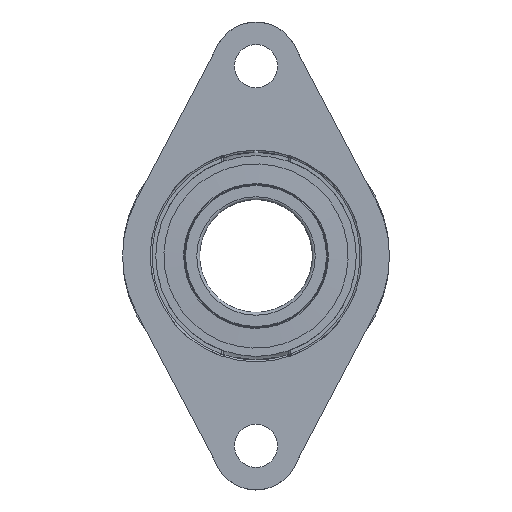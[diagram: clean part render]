
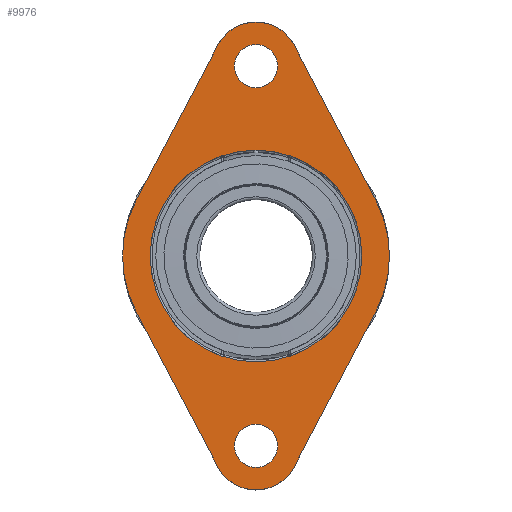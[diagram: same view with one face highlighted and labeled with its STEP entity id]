
A CAD part, left-side view. The second image highlights one B-rep face of the part: STEP entity #9976.
In plain terms, the highlighted face is planar.
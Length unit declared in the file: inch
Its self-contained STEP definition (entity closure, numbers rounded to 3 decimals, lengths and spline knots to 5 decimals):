
#3255=CARTESIAN_POINT('',(-4.90157,-0.,-0.));
#3256=VERTEX_POINT('',#3255);
#3263=CARTESIAN_POINT('',(-4.42086,-0.79637,-0.));
#3264=VERTEX_POINT('',#3263);
#3265=CARTESIAN_POINT('',(-4.00157,-0.,-0.));
#3266=DIRECTION('',(0.,-0.,1.));
#3267=DIRECTION('',(1.,0.,0.));
#3268=AXIS2_PLACEMENT_3D('',#3265,#3266,#3267);
#3269=CIRCLE('',#3268,0.9);
#3270=EDGE_CURVE('',#3256,#3264,#3269,.T.);
#3346=CARTESIAN_POINT('',(-1.17664,2.50445,0.));
#3347=VERTEX_POINT('',#3346);
#3354=CARTESIAN_POINT('',(-4.42086,0.79637,0.));
#3355=VERTEX_POINT('',#3354);
#3356=CARTESIAN_POINT('',(-1.17664,2.50445,0.));
#3357=DIRECTION('',(-0.885,-0.466,-0.));
#3358=VECTOR('',#3357,1.44347);
#3359=LINE('',#3356,#3358);
#3360=EDGE_CURVE('',#3347,#3355,#3359,.T.);
#6381=CARTESIAN_POINT('',(4.42086,-0.79637,-0.));
#6382=VERTEX_POINT('',#6381);
#6389=CARTESIAN_POINT('',(4.42086,0.79637,0.));
#6390=VERTEX_POINT('',#6389);
#6391=CARTESIAN_POINT('',(4.00157,-0.,-0.));
#6392=DIRECTION('',(0.,-0.,1.));
#6393=DIRECTION('',(1.,0.,0.));
#6394=AXIS2_PLACEMENT_3D('',#6391,#6392,#6393);
#6395=CIRCLE('',#6394,0.9);
#6396=EDGE_CURVE('',#6382,#6390,#6395,.T.);
#6464=CARTESIAN_POINT('',(1.17664,-2.50445,-0.));
#6465=VERTEX_POINT('',#6464);
#6472=CARTESIAN_POINT('',(1.17664,-2.50445,-0.));
#6473=DIRECTION('',(0.885,0.466,0.));
#6474=VECTOR('',#6473,1.44347);
#6475=LINE('',#6472,#6474);
#6476=EDGE_CURVE('',#6465,#6382,#6475,.T.);
#9762=CARTESIAN_POINT('',(-0.,-2.21722,-0.));
#9763=VERTEX_POINT('',#9762);
#9784=CARTESIAN_POINT('',(0.,2.21722,0.));
#9785=VERTEX_POINT('',#9784);
#9786=CARTESIAN_POINT('',(0.,-0.,-0.));
#9787=DIRECTION('',(0.,-0.,1.));
#9788=DIRECTION('',(0.,1.,0.));
#9789=AXIS2_PLACEMENT_3D('',#9786,#9787,#9788);
#9790=CIRCLE('',#9789,2.21722);
#9791=EDGE_CURVE('',#9785,#9763,#9790,.T.);
#9793=CARTESIAN_POINT('',(0.,-0.,-0.));
#9794=DIRECTION('',(0.,-0.,1.));
#9795=DIRECTION('',(0.,1.,0.));
#9796=AXIS2_PLACEMENT_3D('',#9793,#9794,#9795);
#9797=CIRCLE('',#9796,2.21722);
#9798=EDGE_CURVE('',#9763,#9785,#9797,.T.);
#9871=CARTESIAN_POINT('',(3.52362,0.,0.));
#9872=VERTEX_POINT('',#9871);
#9879=CARTESIAN_POINT('',(3.97638,0.,0.));
#9880=DIRECTION('',(0.,-0.,1.));
#9881=DIRECTION('',(1.,0.,0.));
#9882=AXIS2_PLACEMENT_3D('',#9879,#9880,#9881);
#9883=CIRCLE('',#9882,0.45276);
#9884=EDGE_CURVE('',#9872,#9872,#9883,.T.);
#9897=CARTESIAN_POINT('',(-4.42913,0.,0.));
#9898=VERTEX_POINT('',#9897);
#9905=CARTESIAN_POINT('',(-3.97638,0.,0.));
#9906=DIRECTION('',(0.,-0.,1.));
#9907=DIRECTION('',(1.,0.,0.));
#9908=AXIS2_PLACEMENT_3D('',#9905,#9906,#9907);
#9909=CIRCLE('',#9908,0.45276);
#9910=EDGE_CURVE('',#9898,#9898,#9909,.T.);
#9918=CARTESIAN_POINT('',(-0.,-0.,-0.));
#9919=DIRECTION('',(0.,-0.,1.));
#9920=DIRECTION('',(1.,0.,0.));
#9921=AXIS2_PLACEMENT_3D('',#9918,#9919,#9920);
#9922=PLANE('',#9921);
#9923=ORIENTED_EDGE('',*,*,#9791,.T.);
#9924=ORIENTED_EDGE('',*,*,#9798,.T.);
#9925=EDGE_LOOP('',(#9923,#9924));
#9926=FACE_BOUND('',#9925,.T.);
#9927=ORIENTED_EDGE('',*,*,#3360,.F.);
#9928=CARTESIAN_POINT('',(1.17664,2.50445,0.));
#9929=VERTEX_POINT('',#9928);
#9930=CARTESIAN_POINT('',(-0.,0.26961,0.));
#9931=DIRECTION('',(0.,-0.,1.));
#9932=DIRECTION('',(1.,0.,0.));
#9933=AXIS2_PLACEMENT_3D('',#9930,#9931,#9932);
#9934=CIRCLE('',#9933,2.52567);
#9935=EDGE_CURVE('',#9929,#3347,#9934,.T.);
#9936=ORIENTED_EDGE('',*,*,#9935,.F.);
#9937=CARTESIAN_POINT('',(4.42086,0.79637,0.));
#9938=DIRECTION('',(-0.885,0.466,0.));
#9939=VECTOR('',#9938,1.44347);
#9940=LINE('',#9937,#9939);
#9941=EDGE_CURVE('',#6390,#9929,#9940,.T.);
#9942=ORIENTED_EDGE('',*,*,#9941,.F.);
#9943=ORIENTED_EDGE('',*,*,#6396,.F.);
#9944=ORIENTED_EDGE('',*,*,#6476,.F.);
#9945=CARTESIAN_POINT('',(-1.17664,-2.50445,-0.));
#9946=VERTEX_POINT('',#9945);
#9947=CARTESIAN_POINT('',(-0.,-0.26961,-0.));
#9948=DIRECTION('',(0.,-0.,1.));
#9949=DIRECTION('',(1.,0.,0.));
#9950=AXIS2_PLACEMENT_3D('',#9947,#9948,#9949);
#9951=CIRCLE('',#9950,2.52567);
#9952=EDGE_CURVE('',#9946,#6465,#9951,.T.);
#9953=ORIENTED_EDGE('',*,*,#9952,.F.);
#9954=CARTESIAN_POINT('',(-4.42086,-0.79637,-0.));
#9955=DIRECTION('',(0.885,-0.466,-0.));
#9956=VECTOR('',#9955,1.44347);
#9957=LINE('',#9954,#9956);
#9958=EDGE_CURVE('',#3264,#9946,#9957,.T.);
#9959=ORIENTED_EDGE('',*,*,#9958,.F.);
#9960=ORIENTED_EDGE('',*,*,#3270,.F.);
#9961=CARTESIAN_POINT('',(-4.00157,-0.,-0.));
#9962=DIRECTION('',(0.,-0.,1.));
#9963=DIRECTION('',(1.,0.,0.));
#9964=AXIS2_PLACEMENT_3D('',#9961,#9962,#9963);
#9965=CIRCLE('',#9964,0.9);
#9966=EDGE_CURVE('',#3355,#3256,#9965,.T.);
#9967=ORIENTED_EDGE('',*,*,#9966,.F.);
#9968=EDGE_LOOP('',(#9927,#9936,#9942,#9943,#9944,#9953,#9959,#9960,#9967));
#9969=FACE_BOUND('',#9968,.T.);
#9970=ORIENTED_EDGE('',*,*,#9910,.T.);
#9971=EDGE_LOOP('',(#9970));
#9972=FACE_BOUND('',#9971,.T.);
#9973=ORIENTED_EDGE('',*,*,#9884,.T.);
#9974=EDGE_LOOP('',(#9973));
#9975=FACE_BOUND('',#9974,.T.);
#9976=ADVANCED_FACE('',(#9926,#9969,#9972,#9975),#9922,.F.);
